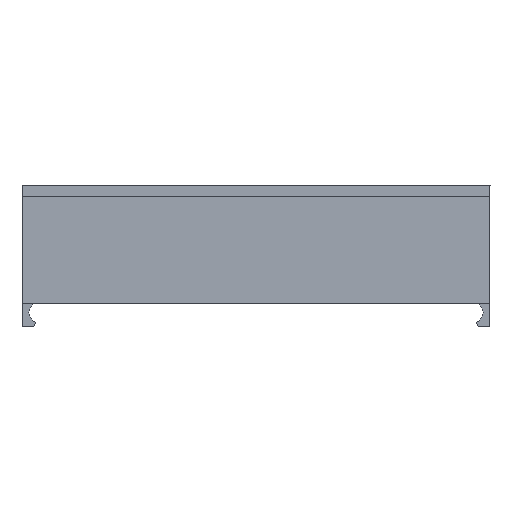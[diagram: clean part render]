
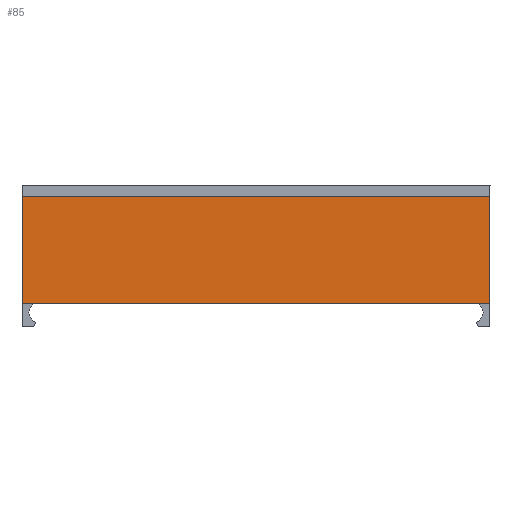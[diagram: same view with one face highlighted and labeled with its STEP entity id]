
A CAD part, left-side view. The second image highlights one B-rep face of the part: STEP entity #85.
In plain terms, the highlighted planar face has unit normal (-1, 0, 0).
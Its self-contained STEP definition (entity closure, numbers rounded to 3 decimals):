
#85 = ADVANCED_FACE ( 'NONE', ( #267 ), #784, .F. ) ;
#98 = AXIS2_PLACEMENT_3D ( 'NONE', #1681, #509, #1301 ) ;
#168 = CARTESIAN_POINT ( 'NONE',  ( -4.125, 35.375, 0. ) ) ;
#176 = VECTOR ( 'NONE', #938, 1000. ) ;
#263 = EDGE_CURVE ( 'NONE', #1394, #439, #1270, .T. ) ;
#267 = FACE_OUTER_BOUND ( 'NONE', #590, .T. ) ;
#351 = CARTESIAN_POINT ( 'NONE',  ( -4.125, 35.375, 9.3 ) ) ;
#425 = VECTOR ( 'NONE', #736, 1000. ) ;
#439 = VERTEX_POINT ( 'NONE', #351 ) ;
#509 = DIRECTION ( 'NONE',  ( 1., 0., 0. ) ) ;
#548 = LINE ( 'NONE', #917, #176 ) ;
#590 = EDGE_LOOP ( 'NONE', ( #1367, #1072, #816, #1403 ) ) ;
#667 = VERTEX_POINT ( 'NONE', #168 ) ;
#672 = CARTESIAN_POINT ( 'NONE',  ( -4.125, -5.25, 69.278 ) ) ;
#689 = EDGE_CURVE ( 'NONE', #439, #667, #1605, .T. ) ;
#725 = CARTESIAN_POINT ( 'NONE',  ( -4.125, 0., 9.3 ) ) ;
#736 = DIRECTION ( 'NONE',  ( 0., 1., 0. ) ) ;
#784 = PLANE ( 'NONE',  #98 ) ;
#816 = ORIENTED_EDGE ( 'NONE', *, *, #689, .T. ) ;
#832 = VERTEX_POINT ( 'NONE', #1655 ) ;
#917 = CARTESIAN_POINT ( 'NONE',  ( -4.125, 0., 0. ) ) ;
#938 = DIRECTION ( 'NONE',  ( 0., -1., 0. ) ) ;
#996 = EDGE_CURVE ( 'NONE', #1394, #832, #1455, .T. ) ;
#1072 = ORIENTED_EDGE ( 'NONE', *, *, #263, .T. ) ;
#1109 = VECTOR ( 'NONE', #1585, 1000. ) ;
#1198 = CARTESIAN_POINT ( 'NONE',  ( -4.125, 35.375, 69.278 ) ) ;
#1270 = LINE ( 'NONE', #725, #425 ) ;
#1276 = CARTESIAN_POINT ( 'NONE',  ( -4.125, -5.25, 9.3 ) ) ;
#1301 = DIRECTION ( 'NONE',  ( 0., 1., 0. ) ) ;
#1367 = ORIENTED_EDGE ( 'NONE', *, *, #996, .F. ) ;
#1394 = VERTEX_POINT ( 'NONE', #1276 ) ;
#1403 = ORIENTED_EDGE ( 'NONE', *, *, #1547, .T. ) ;
#1455 = LINE ( 'NONE', #672, #1109 ) ;
#1520 = VECTOR ( 'NONE', #1579, 1000. ) ;
#1547 = EDGE_CURVE ( 'NONE', #667, #832, #548, .T. ) ;
#1579 = DIRECTION ( 'NONE',  ( 0., 0., -1. ) ) ;
#1585 = DIRECTION ( 'NONE',  ( 0., 0., -1. ) ) ;
#1605 = LINE ( 'NONE', #1198, #1520 ) ;
#1655 = CARTESIAN_POINT ( 'NONE',  ( -4.125, -5.25, 0. ) ) ;
#1681 = CARTESIAN_POINT ( 'NONE',  ( -4.125, 0., 69.278 ) ) ;
